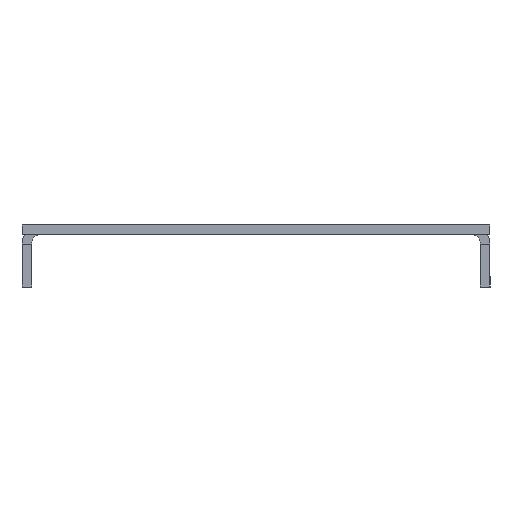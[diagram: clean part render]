
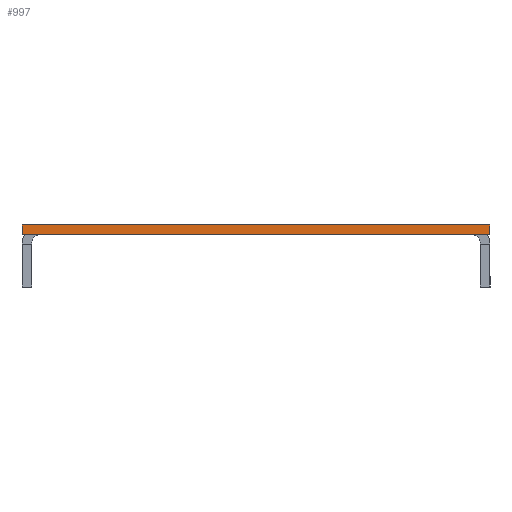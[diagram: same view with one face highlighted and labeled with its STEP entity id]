
A CAD part, left-side view. The second image highlights one B-rep face of the part: STEP entity #997.
In plain terms, the highlighted planar face has unit normal (-1, 0, 0).
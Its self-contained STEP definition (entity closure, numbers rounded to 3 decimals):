
#87 = DIRECTION ( 'NONE',  ( 0., -1., 0. ) ) ;
#154 = LINE ( 'NONE', #646, #1209 ) ;
#195 = VERTEX_POINT ( 'NONE', #1031 ) ;
#229 = ORIENTED_EDGE ( 'NONE', *, *, #935, .T. ) ;
#231 = CARTESIAN_POINT ( 'NONE',  ( -190., -24.5, -1. ) ) ;
#239 = ORIENTED_EDGE ( 'NONE', *, *, #1181, .F. ) ;
#260 = LINE ( 'NONE', #757, #384 ) ;
#276 = FACE_OUTER_BOUND ( 'NONE', #899, .T. ) ;
#297 = ORIENTED_EDGE ( 'NONE', *, *, #736, .F. ) ;
#299 = VERTEX_POINT ( 'NONE', #575 ) ;
#358 = DIRECTION ( 'NONE',  ( 0., 0., 1. ) ) ;
#360 = DIRECTION ( 'NONE',  ( 0., -1., 0. ) ) ;
#384 = VECTOR ( 'NONE', #358, 1000. ) ;
#438 = DIRECTION ( 'NONE',  ( -1., 0., 0. ) ) ;
#459 = VERTEX_POINT ( 'NONE', #785 ) ;
#575 = CARTESIAN_POINT ( 'NONE',  ( -190., 24.5, -1. ) ) ;
#646 = CARTESIAN_POINT ( 'NONE',  ( -190., 24.5, 0. ) ) ;
#654 = VERTEX_POINT ( 'NONE', #231 ) ;
#720 = ORIENTED_EDGE ( 'NONE', *, *, #1092, .T. ) ;
#736 = EDGE_CURVE ( 'NONE', #299, #459, #260, .T. ) ;
#757 = CARTESIAN_POINT ( 'NONE',  ( -190., 24.5, -1. ) ) ;
#767 = DIRECTION ( 'NONE',  ( 0., 0., 1. ) ) ;
#784 = LINE ( 'NONE', #965, #1184 ) ;
#785 = CARTESIAN_POINT ( 'NONE',  ( -190., 24.5, 0. ) ) ;
#797 = VECTOR ( 'NONE', #360, 1000. ) ;
#834 = CARTESIAN_POINT ( 'NONE',  ( -190., 24.5, -1. ) ) ;
#899 = EDGE_LOOP ( 'NONE', ( #239, #297, #720, #229 ) ) ;
#935 = EDGE_CURVE ( 'NONE', #654, #195, #784, .T. ) ;
#965 = CARTESIAN_POINT ( 'NONE',  ( -190., -24.5, -1. ) ) ;
#997 = ADVANCED_FACE ( 'NONE', ( #276 ), #1028, .T. ) ;
#1009 = AXIS2_PLACEMENT_3D ( 'NONE', #834, #438, #1131 ) ;
#1028 = PLANE ( 'NONE',  #1009 ) ;
#1031 = CARTESIAN_POINT ( 'NONE',  ( -190., -24.5, 0. ) ) ;
#1040 = CARTESIAN_POINT ( 'NONE',  ( -190., 24.5, -1. ) ) ;
#1092 = EDGE_CURVE ( 'NONE', #299, #654, #1210, .T. ) ;
#1131 = DIRECTION ( 'NONE',  ( 0., 0., 1. ) ) ;
#1181 = EDGE_CURVE ( 'NONE', #459, #195, #154, .T. ) ;
#1184 = VECTOR ( 'NONE', #767, 1000. ) ;
#1209 = VECTOR ( 'NONE', #87, 1000. ) ;
#1210 = LINE ( 'NONE', #1040, #797 ) ;
